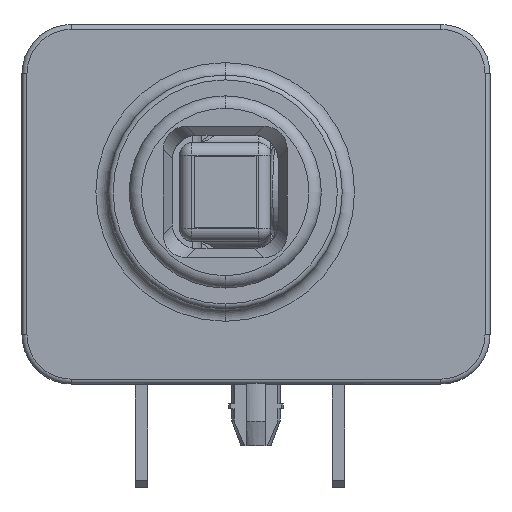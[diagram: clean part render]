
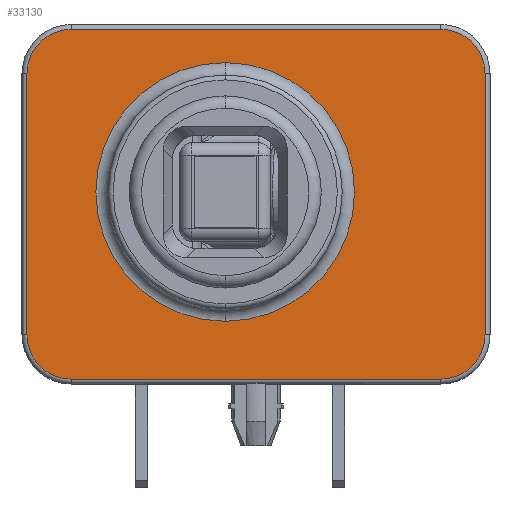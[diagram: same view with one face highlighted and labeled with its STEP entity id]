
A CAD part, left-side view. The second image highlights one B-rep face of the part: STEP entity #33130.
In plain terms, the highlighted planar face has unit normal (-1, 0, 0).
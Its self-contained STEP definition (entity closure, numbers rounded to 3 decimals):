
#23164 = VERTEX_POINT('',#23165);
#23165 = CARTESIAN_POINT('',(-23.95,7.45,14.45));
#23172 = EDGE_CURVE('',#23173,#23164,#23175,.T.);
#23173 = VERTEX_POINT('',#23174);
#23174 = CARTESIAN_POINT('',(-23.95,-7.55,14.45));
#23175 = LINE('',#23176,#23177);
#23176 = CARTESIAN_POINT('',(-23.95,7.45,14.45));
#23177 = VECTOR('',#23178,1.);
#23178 = DIRECTION('',(0.,1.,0.));
#26210 = EDGE_CURVE('',#26211,#23173,#26213,.T.);
#26211 = VERTEX_POINT('',#26212);
#26212 = CARTESIAN_POINT('',(-23.95,-9.35,12.65));
#26213 = CIRCLE('',#26214,1.8);
#26214 = AXIS2_PLACEMENT_3D('',#26215,#26216,#26217);
#26215 = CARTESIAN_POINT('',(-23.95,-7.55,12.65));
#26216 = DIRECTION('',(-1.,0.,0.));
#26217 = DIRECTION('',(0.,0.,1.));
#26236 = EDGE_CURVE('',#26237,#26211,#26239,.T.);
#26237 = VERTEX_POINT('',#26238);
#26238 = CARTESIAN_POINT('',(-23.95,-9.35,2.05));
#26239 = LINE('',#26240,#26241);
#26240 = CARTESIAN_POINT('',(-23.95,-9.35,12.65));
#26241 = VECTOR('',#26242,1.);
#26242 = DIRECTION('',(0.,0.,1.));
#26261 = EDGE_CURVE('',#26262,#26237,#26264,.T.);
#26262 = VERTEX_POINT('',#26263);
#26263 = CARTESIAN_POINT('',(-23.95,-7.55,0.25));
#26264 = CIRCLE('',#26265,1.8);
#26265 = AXIS2_PLACEMENT_3D('',#26266,#26267,#26268);
#26266 = CARTESIAN_POINT('',(-23.95,-7.55,2.05));
#26267 = DIRECTION('',(-1.,0.,0.));
#26268 = DIRECTION('',(0.,0.,1.));
#26287 = EDGE_CURVE('',#26288,#26262,#26290,.T.);
#26288 = VERTEX_POINT('',#26289);
#26289 = CARTESIAN_POINT('',(-23.95,7.45,0.25));
#26290 = LINE('',#26291,#26292);
#26291 = CARTESIAN_POINT('',(-23.95,-7.55,0.25));
#26292 = VECTOR('',#26293,1.);
#26293 = DIRECTION('',(0.,-1.,0.));
#33111 = VERTEX_POINT('',#33112);
#33112 = CARTESIAN_POINT('',(-23.95,9.25,12.65));
#33119 = EDGE_CURVE('',#23164,#33111,#33120,.T.);
#33120 = CIRCLE('',#33121,1.8);
#33121 = AXIS2_PLACEMENT_3D('',#33122,#33123,#33124);
#33122 = CARTESIAN_POINT('',(-23.95,7.45,12.65));
#33123 = DIRECTION('',(-1.,0.,0.));
#33124 = DIRECTION('',(0.,0.,1.));
#33130 = ADVANCED_FACE('',(#33131,#33154),#33174,.T.);
#33131 = FACE_BOUND('',#33132,.T.);
#33132 = EDGE_LOOP('',(#33133,#33142,#33143,#33144,#33145,#33146,#33147,
    #33148));
#33133 = ORIENTED_EDGE('',*,*,#33134,.T.);
#33134 = EDGE_CURVE('',#33135,#26288,#33137,.T.);
#33135 = VERTEX_POINT('',#33136);
#33136 = CARTESIAN_POINT('',(-23.95,9.25,2.05));
#33137 = CIRCLE('',#33138,1.8);
#33138 = AXIS2_PLACEMENT_3D('',#33139,#33140,#33141);
#33139 = CARTESIAN_POINT('',(-23.95,7.45,2.05));
#33140 = DIRECTION('',(-1.,0.,0.));
#33141 = DIRECTION('',(0.,0.,1.));
#33142 = ORIENTED_EDGE('',*,*,#26287,.T.);
#33143 = ORIENTED_EDGE('',*,*,#26261,.T.);
#33144 = ORIENTED_EDGE('',*,*,#26236,.T.);
#33145 = ORIENTED_EDGE('',*,*,#26210,.T.);
#33146 = ORIENTED_EDGE('',*,*,#23172,.T.);
#33147 = ORIENTED_EDGE('',*,*,#33119,.T.);
#33148 = ORIENTED_EDGE('',*,*,#33149,.T.);
#33149 = EDGE_CURVE('',#33111,#33135,#33150,.T.);
#33150 = LINE('',#33151,#33152);
#33151 = CARTESIAN_POINT('',(-23.95,9.25,2.05));
#33152 = VECTOR('',#33153,1.);
#33153 = DIRECTION('',(0.,0.,-1.));
#33154 = FACE_BOUND('',#33155,.T.);
#33155 = EDGE_LOOP('',(#33156,#33167));
#33156 = ORIENTED_EDGE('',*,*,#33157,.T.);
#33157 = EDGE_CURVE('',#33158,#33160,#33162,.T.);
#33158 = VERTEX_POINT('',#33159);
#33159 = CARTESIAN_POINT('',(-23.95,1.2,13.1));
#33160 = VERTEX_POINT('',#33161);
#33161 = CARTESIAN_POINT('',(-23.95,1.2,2.6));
#33162 = CIRCLE('',#33163,5.25);
#33163 = AXIS2_PLACEMENT_3D('',#33164,#33165,#33166);
#33164 = CARTESIAN_POINT('',(-23.95,1.2,7.85));
#33165 = DIRECTION('',(1.,0.,0.));
#33166 = DIRECTION('',(0.,0.,1.));
#33167 = ORIENTED_EDGE('',*,*,#33168,.T.);
#33168 = EDGE_CURVE('',#33160,#33158,#33169,.T.);
#33169 = CIRCLE('',#33170,5.25);
#33170 = AXIS2_PLACEMENT_3D('',#33171,#33172,#33173);
#33171 = CARTESIAN_POINT('',(-23.95,1.2,7.85));
#33172 = DIRECTION('',(1.,0.,0.));
#33173 = DIRECTION('',(0.,0.,1.));
#33174 = PLANE('',#33175);
#33175 = AXIS2_PLACEMENT_3D('',#33176,#33177,#33178);
#33176 = CARTESIAN_POINT('',(-23.95,-7.55,0.35));
#33177 = DIRECTION('',(-1.,0.,0.));
#33178 = DIRECTION('',(0.,0.,1.));
